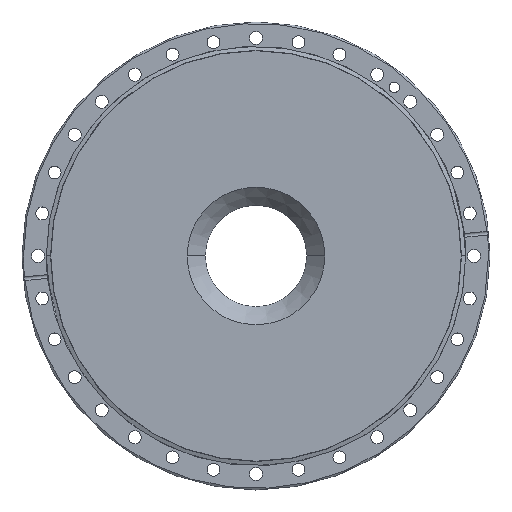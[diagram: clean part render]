
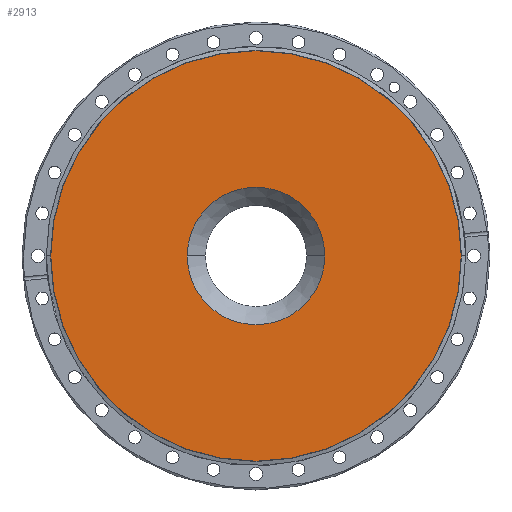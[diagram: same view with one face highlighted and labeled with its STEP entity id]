
A CAD part, top view. The second image highlights one B-rep face of the part: STEP entity #2913.
In plain terms, the highlighted planar face has unit normal (0, 0, 1).
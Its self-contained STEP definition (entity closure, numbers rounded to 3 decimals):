
#205 = CARTESIAN_POINT ( 'NONE',  ( -44.8, 0., -1.2 ) ) ;
#389 = EDGE_LOOP ( 'NONE', ( #3192, #3570 ) ) ;
#421 = CARTESIAN_POINT ( 'NONE',  ( 0., 0., -1.2 ) ) ;
#488 = DIRECTION ( 'NONE',  ( 0., 0., -1. ) ) ;
#493 = CARTESIAN_POINT ( 'NONE',  ( -133.698, 0., -1.2 ) ) ;
#689 = DIRECTION ( 'NONE',  ( 0., 0., 1. ) ) ;
#796 = DIRECTION ( 'NONE',  ( 1., 0., 0. ) ) ;
#901 = VERTEX_POINT ( 'NONE', #2409 ) ;
#971 = EDGE_CURVE ( 'NONE', #2404, #901, #1809, .T. ) ;
#1314 = CARTESIAN_POINT ( 'NONE',  ( 0., 0., -1.2 ) ) ;
#1685 = DIRECTION ( 'NONE',  ( 1., 0., 0. ) ) ;
#1755 = EDGE_LOOP ( 'NONE', ( #2148, #4175 ) ) ;
#1809 = CIRCLE ( 'NONE', #3372, 133.698 ) ;
#1907 = VERTEX_POINT ( 'NONE', #205 ) ;
#1945 = AXIS2_PLACEMENT_3D ( 'NONE', #2958, #689, #3324 ) ;
#2012 = FACE_OUTER_BOUND ( 'NONE', #389, .T. ) ;
#2078 = EDGE_CURVE ( 'NONE', #901, #2404, #4031, .T. ) ;
#2148 = ORIENTED_EDGE ( 'NONE', *, *, #4639, .T. ) ;
#2291 = DIRECTION ( 'NONE',  ( 1., 0., 0. ) ) ;
#2404 = VERTEX_POINT ( 'NONE', #493 ) ;
#2409 = CARTESIAN_POINT ( 'NONE',  ( 133.698, 0., -1.2 ) ) ;
#2450 = AXIS2_PLACEMENT_3D ( 'NONE', #2641, #4490, #2291 ) ;
#2588 = CIRCLE ( 'NONE', #2616, 44.8 ) ;
#2616 = AXIS2_PLACEMENT_3D ( 'NONE', #2760, #488, #3138 ) ;
#2641 = CARTESIAN_POINT ( 'NONE',  ( 0., 0., -1.2 ) ) ;
#2760 = CARTESIAN_POINT ( 'NONE',  ( 0., 0., -1.2 ) ) ;
#2913 = ADVANCED_FACE ( 'NONE', ( #2012, #3000 ), #3379, .T. ) ;
#2958 = CARTESIAN_POINT ( 'NONE',  ( 0., 0., -1.2 ) ) ;
#2973 = EDGE_CURVE ( 'NONE', #1907, #3535, #4611, .T. ) ;
#3000 = FACE_BOUND ( 'NONE', #1755, .T. ) ;
#3061 = DIRECTION ( 'NONE',  ( 0., 0., -1. ) ) ;
#3138 = DIRECTION ( 'NONE',  ( 1., 0., 0. ) ) ;
#3164 = CARTESIAN_POINT ( 'NONE',  ( 44.8, 0., -1.2 ) ) ;
#3189 = AXIS2_PLACEMENT_3D ( 'NONE', #421, #3061, #796 ) ;
#3192 = ORIENTED_EDGE ( 'NONE', *, *, #2078, .T. ) ;
#3324 = DIRECTION ( 'NONE',  ( 1., 0., 0. ) ) ;
#3372 = AXIS2_PLACEMENT_3D ( 'NONE', #1314, #3911, #1685 ) ;
#3379 = PLANE ( 'NONE',  #2450 ) ;
#3535 = VERTEX_POINT ( 'NONE', #3164 ) ;
#3570 = ORIENTED_EDGE ( 'NONE', *, *, #971, .T. ) ;
#3911 = DIRECTION ( 'NONE',  ( 0., 0., 1. ) ) ;
#4031 = CIRCLE ( 'NONE', #1945, 133.698 ) ;
#4175 = ORIENTED_EDGE ( 'NONE', *, *, #2973, .T. ) ;
#4490 = DIRECTION ( 'NONE',  ( 0., 0., 1. ) ) ;
#4611 = CIRCLE ( 'NONE', #3189, 44.8 ) ;
#4639 = EDGE_CURVE ( 'NONE', #3535, #1907, #2588, .T. ) ;
